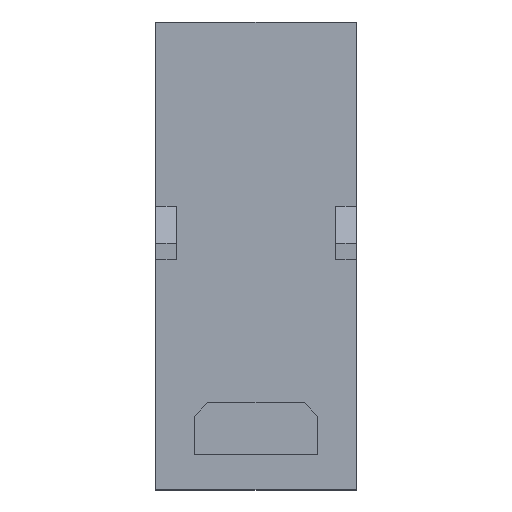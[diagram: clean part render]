
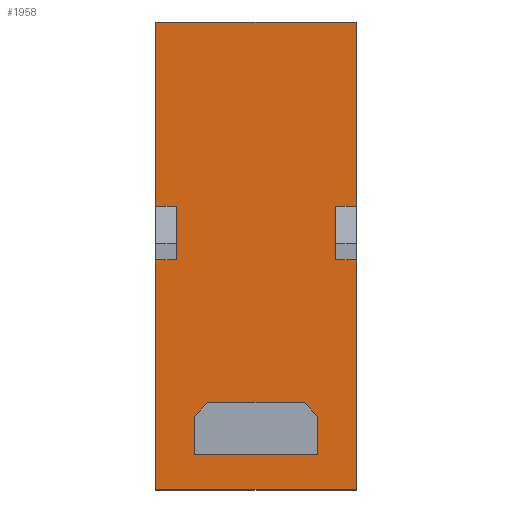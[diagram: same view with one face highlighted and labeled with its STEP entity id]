
A CAD part, top view. The second image highlights one B-rep face of the part: STEP entity #1958.
In plain terms, the highlighted planar face has unit normal (0, 0, 1).
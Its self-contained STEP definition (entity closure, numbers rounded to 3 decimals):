
#1606=FACE_BOUND('',#2841,.T.);
#1607=FACE_BOUND('',#2842,.T.);
#1958=ADVANCED_FACE('',(#1606,#1607),#2203,.T.);
#2203=PLANE('',#7602);
#2841=EDGE_LOOP('',(#4245,#4246,#4247,#4248,#4249,#4250));
#2842=EDGE_LOOP('',(#4251,#4252,#4253,#4254,#4255,#4256,#4257,#4258,#4259,
#4260,#4261,#4262));
#4245=ORIENTED_EDGE('',*,*,#5200,.T.);
#4246=ORIENTED_EDGE('',*,*,#5189,.T.);
#4247=ORIENTED_EDGE('',*,*,#5192,.T.);
#4248=ORIENTED_EDGE('',*,*,#5194,.T.);
#4249=ORIENTED_EDGE('',*,*,#5196,.T.);
#4250=ORIENTED_EDGE('',*,*,#5198,.T.);
#4251=ORIENTED_EDGE('',*,*,#5668,.T.);
#4252=ORIENTED_EDGE('',*,*,#5672,.T.);
#4253=ORIENTED_EDGE('',*,*,#5673,.F.);
#4254=ORIENTED_EDGE('',*,*,#5667,.F.);
#4255=ORIENTED_EDGE('',*,*,#5643,.F.);
#4256=ORIENTED_EDGE('',*,*,#5642,.T.);
#4257=ORIENTED_EDGE('',*,*,#5632,.T.);
#4258=ORIENTED_EDGE('',*,*,#5637,.T.);
#4259=ORIENTED_EDGE('',*,*,#5648,.F.);
#4260=ORIENTED_EDGE('',*,*,#5649,.F.);
#4261=ORIENTED_EDGE('',*,*,#5674,.F.);
#4262=ORIENTED_EDGE('',*,*,#5675,.T.);
#4579=VERTEX_POINT('',#10093);
#4580=VERTEX_POINT('',#10094);
#4581=VERTEX_POINT('',#10099);
#4582=VERTEX_POINT('',#10103);
#4583=VERTEX_POINT('',#10107);
#4584=VERTEX_POINT('',#10111);
#4889=VERTEX_POINT('',#11068);
#4890=VERTEX_POINT('',#11069);
#4893=VERTEX_POINT('',#11077);
#4896=VERTEX_POINT('',#11087);
#4897=VERTEX_POINT('',#11091);
#4900=VERTEX_POINT('',#11098);
#4901=VERTEX_POINT('',#11102);
#4912=VERTEX_POINT('',#11136);
#4913=VERTEX_POINT('',#11140);
#4914=VERTEX_POINT('',#11141);
#4917=VERTEX_POINT('',#11149);
#4918=VERTEX_POINT('',#11152);
#5189=EDGE_CURVE('',#4579,#4580,#5937,.T.);
#5192=EDGE_CURVE('',#4580,#4581,#5940,.T.);
#5194=EDGE_CURVE('',#4581,#4582,#5942,.T.);
#5196=EDGE_CURVE('',#4582,#4583,#5944,.T.);
#5198=EDGE_CURVE('',#4583,#4584,#5946,.T.);
#5200=EDGE_CURVE('',#4584,#4579,#5948,.T.);
#5632=EDGE_CURVE('',#4889,#4890,#6262,.T.);
#5637=EDGE_CURVE('',#4890,#4893,#6267,.T.);
#5642=EDGE_CURVE('',#4896,#4889,#6272,.T.);
#5643=EDGE_CURVE('',#4896,#4897,#6273,.T.);
#5648=EDGE_CURVE('',#4900,#4893,#6278,.T.);
#5649=EDGE_CURVE('',#4901,#4900,#6279,.T.);
#5667=EDGE_CURVE('',#4897,#4912,#6297,.T.);
#5668=EDGE_CURVE('',#4913,#4914,#6298,.T.);
#5672=EDGE_CURVE('',#4914,#4917,#6302,.T.);
#5673=EDGE_CURVE('',#4912,#4917,#6303,.T.);
#5674=EDGE_CURVE('',#4918,#4901,#6304,.T.);
#5675=EDGE_CURVE('',#4918,#4913,#6305,.T.);
#5937=LINE('',#10092,#6561);
#5940=LINE('',#10098,#6564);
#5942=LINE('',#10102,#6566);
#5944=LINE('',#10106,#6568);
#5946=LINE('',#10110,#6570);
#5948=LINE('',#10114,#6572);
#6262=LINE('',#11067,#6886);
#6267=LINE('',#11079,#6891);
#6272=LINE('',#11088,#6896);
#6273=LINE('',#11090,#6897);
#6278=LINE('',#11099,#6902);
#6279=LINE('',#11101,#6903);
#6297=LINE('',#11137,#6921);
#6298=LINE('',#11139,#6922);
#6302=LINE('',#11148,#6926);
#6303=LINE('',#11150,#6927);
#6304=LINE('',#11151,#6928);
#6305=LINE('',#11153,#6929);
#6561=VECTOR('',#8036,1.);
#6564=VECTOR('',#8041,1.);
#6566=VECTOR('',#8045,1.);
#6568=VECTOR('',#8049,1.);
#6570=VECTOR('',#8053,1.);
#6572=VECTOR('',#8057,1.);
#6886=VECTOR('',#8961,1.);
#6891=VECTOR('',#8968,1.);
#6896=VECTOR('',#8977,1.);
#6897=VECTOR('',#8980,1.);
#6902=VECTOR('',#8985,1.);
#6903=VECTOR('',#8988,1.);
#6921=VECTOR('',#9018,1.);
#6922=VECTOR('',#9021,1.);
#6926=VECTOR('',#9027,1.);
#6927=VECTOR('',#9028,1.);
#6928=VECTOR('',#9029,1.);
#6929=VECTOR('',#9030,1.);
#7602=AXIS2_PLACEMENT_3D('',#11154,#9031,#9032);
#8036=DIRECTION('',(0.707,0.707,0.));
#8041=DIRECTION('',(1.,0.,0.));
#8045=DIRECTION('',(0.707,-0.707,0.));
#8049=DIRECTION('',(0.,-1.,0.));
#8053=DIRECTION('',(-1.,0.,0.));
#8057=DIRECTION('',(0.,1.,0.));
#8961=DIRECTION('',(0.,1.,0.));
#8968=DIRECTION('',(1.,0.,0.));
#8977=DIRECTION('',(-1.,0.,0.));
#8980=DIRECTION('',(0.,-1.,0.));
#8985=DIRECTION('',(0.,-1.,0.));
#8988=DIRECTION('',(1.,0.,0.));
#9018=DIRECTION('',(-1.,0.,0.));
#9021=DIRECTION('',(0.,-1.,0.));
#9027=DIRECTION('',(-1.,0.,0.));
#9028=DIRECTION('',(0.,1.,0.));
#9029=DIRECTION('',(0.,1.,0.));
#9030=DIRECTION('',(1.,0.,0.));
#9031=DIRECTION('',(0.,0.,1.));
#9032=DIRECTION('',(-1.,0.,0.));
#10092=CARTESIAN_POINT('',(-4.5,-12.5,15.15));
#10093=CARTESIAN_POINT('',(-4.5,-12.5,15.15));
#10094=CARTESIAN_POINT('',(-3.5,-11.5,15.15));
#10098=CARTESIAN_POINT('',(-3.5,-11.5,15.15));
#10099=CARTESIAN_POINT('',(3.5,-11.5,15.15));
#10102=CARTESIAN_POINT('',(3.5,-11.5,15.15));
#10103=CARTESIAN_POINT('',(4.5,-12.5,15.15));
#10106=CARTESIAN_POINT('',(4.5,-12.5,15.15));
#10107=CARTESIAN_POINT('',(4.5,-15.3,15.15));
#10110=CARTESIAN_POINT('',(4.5,-15.3,15.15));
#10111=CARTESIAN_POINT('',(-4.5,-15.3,15.15));
#10114=CARTESIAN_POINT('',(-4.5,-15.3,15.15));
#11067=CARTESIAN_POINT('',(5.8,-1.1,15.15));
#11068=CARTESIAN_POINT('',(5.8,-1.1,15.15));
#11069=CARTESIAN_POINT('',(5.8,2.781,15.15));
#11077=CARTESIAN_POINT('',(7.3,2.781,15.15));
#11079=CARTESIAN_POINT('',(5.8,2.781,15.15));
#11087=CARTESIAN_POINT('',(7.3,-1.1,15.15));
#11088=CARTESIAN_POINT('',(7.3,-1.1,15.15));
#11090=CARTESIAN_POINT('',(7.3,-1.1,15.15));
#11091=CARTESIAN_POINT('',(7.3,-17.8,15.15));
#11098=CARTESIAN_POINT('',(7.3,16.2,15.15));
#11099=CARTESIAN_POINT('',(7.3,16.2,15.15));
#11101=CARTESIAN_POINT('',(-7.3,16.2,15.15));
#11102=CARTESIAN_POINT('',(-7.3,16.2,15.15));
#11136=CARTESIAN_POINT('',(-7.3,-17.8,15.15));
#11137=CARTESIAN_POINT('',(7.3,-17.8,15.15));
#11139=CARTESIAN_POINT('',(-5.8,2.781,15.15));
#11140=CARTESIAN_POINT('',(-5.8,2.781,15.15));
#11141=CARTESIAN_POINT('',(-5.8,-1.1,15.15));
#11148=CARTESIAN_POINT('',(-5.8,-1.1,15.15));
#11149=CARTESIAN_POINT('',(-7.3,-1.1,15.15));
#11150=CARTESIAN_POINT('',(-7.3,-17.8,15.15));
#11151=CARTESIAN_POINT('',(-7.3,2.781,15.15));
#11152=CARTESIAN_POINT('',(-7.3,2.781,15.15));
#11153=CARTESIAN_POINT('',(-7.3,2.781,15.15));
#11154=CARTESIAN_POINT('',(7.3,16.2,15.15));
